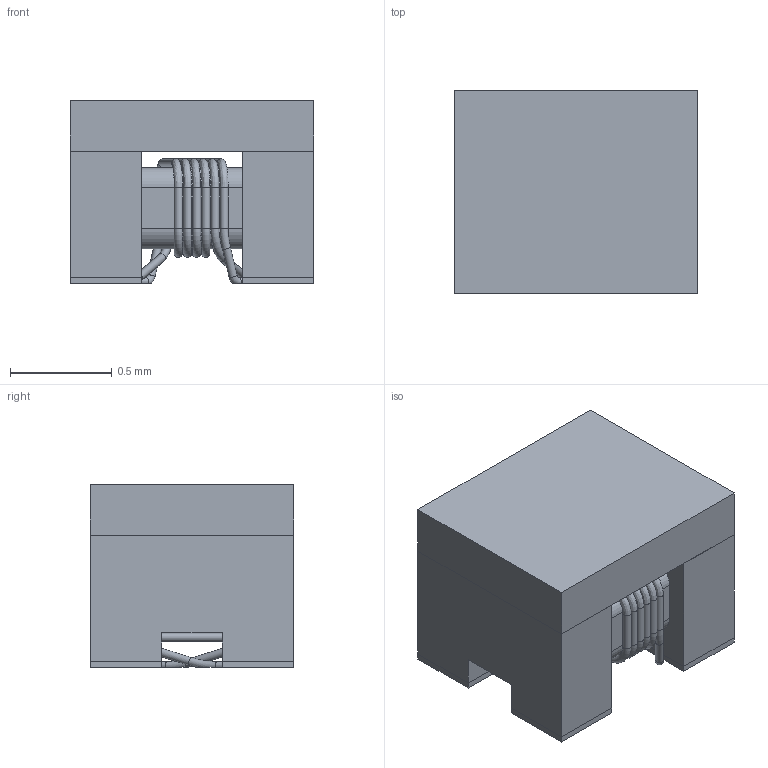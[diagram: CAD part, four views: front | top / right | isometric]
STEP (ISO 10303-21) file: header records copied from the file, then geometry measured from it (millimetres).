
FILE_DESCRIPTION(/* description */ ('Unknown'),/* implementation_level */ '2;1');
FILE_NAME(/* name */ '7442335xxx_0504H',/* time_stamp */ '2022-03-04T13:27:18+01:00',/* author */ ('Unknown'),/* organization */ ('Unknown'),/* preprocessor_version */ 'ST-DEVELOPER v16.7',/* originating_system */ 'Solid Edge',/* authorisation */ 'Unknown');
FILE_SCHEMA (('AUTOMOTIVE_DESIGN {1 0 10303 214 3 1 1}'));
Length unit declared in the file: millimetre
Products named in the file (4): 7442335xxx_0504H; solder contacts; core; Ferrite
Assembly tree (3 placements, depth 2):
  7442335xxx_0504H
    solder contacts
    core
    Ferrite
Bounding box: 1.2 x 1 x 0.9 mm (x, y, z)
Volume: 0.9 mm3; surface area: 11.8 mm2
Topology: 8 solids, 8 shells, 130 faces, 296 edges, 182 vertices
Faces by surface type: plane 64, cylinder 38, torus 16, bspline 12
Full cylindrical faces by diameter (mm): 0.04 x26
Entity records: 4484 total; most frequent: CARTESIAN_POINT 1722, DIRECTION 548, ORIENTED_EDGE 464, EDGE_CURVE 232, AXIS2_PLACEMENT_3D 198, EDGE_LOOP 184, FACE_BOUND 184, VERTEX_POINT 172
